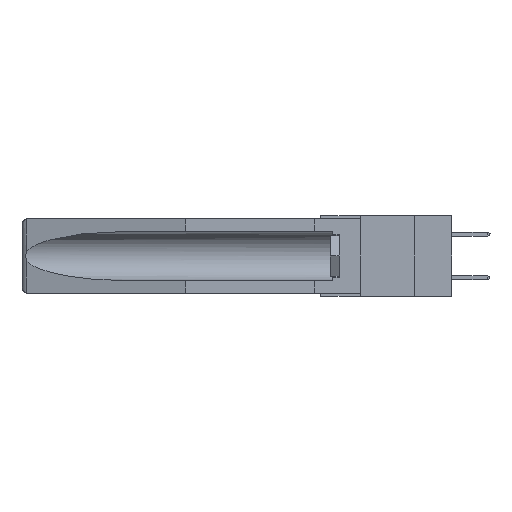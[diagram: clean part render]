
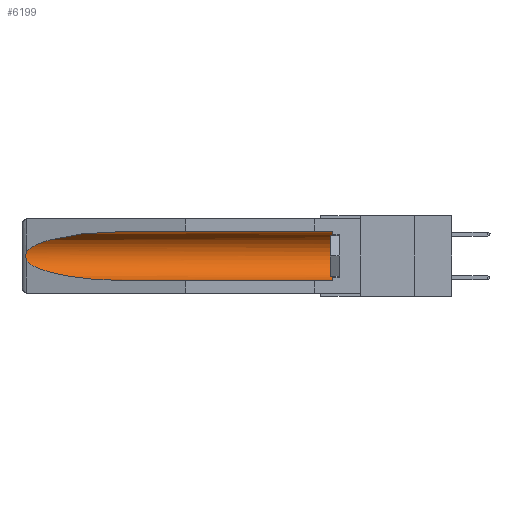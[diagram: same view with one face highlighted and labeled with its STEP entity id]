
A CAD part, left-side view. The second image highlights one B-rep face of the part: STEP entity #6199.
In plain terms, the highlighted cylindrical face has radius 2.857 mm (diameter 5.715 mm), a partial arc.
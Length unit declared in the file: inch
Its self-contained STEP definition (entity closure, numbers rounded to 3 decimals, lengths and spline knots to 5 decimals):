
#39 = DIRECTION ( 'NONE',  ( 0., 1., 0. ) ) ;
#73 = CARTESIAN_POINT ( 'NONE',  ( 0.155, 1.07973, -0.059 ) ) ;
#529 = EDGE_CURVE ( 'NONE', #2505, #13456, #3503, .T. ) ;
#919 = FACE_OUTER_BOUND ( 'NONE', #10551, .T. ) ;
#1255 = CARTESIAN_POINT ( 'NONE',  ( 0.26655, 1.53094, -0.18657 ) ) ;
#1362 =( BOUNDED_CURVE ( )  B_SPLINE_CURVE ( 3, ( #10105, #8795, #11440, #15362 ),
 .UNSPECIFIED., .F., .F. ) 
 B_SPLINE_CURVE_WITH_KNOTS ( ( 4, 4 ),
 ( 4.71239, 6.08839 ),
 .UNSPECIFIED. ) 
 CURVE ( )  GEOMETRIC_REPRESENTATION_ITEM ( )  RATIONAL_B_SPLINE_CURVE ( ( 1., 0.848, 0.848, 1. ) ) 
 REPRESENTATION_ITEM ( '' )  );
#1959 = VERTEX_POINT ( 'NONE', #15560 ) ;
#2383 = EDGE_CURVE ( 'NONE', #5663, #1959, #8742, .T. ) ;
#2505 = VERTEX_POINT ( 'NONE', #3845 ) ;
#3285 = VECTOR ( 'NONE', #4640, 39.37008 ) ;
#3353 = ORIENTED_EDGE ( 'NONE', *, *, #8404, .T. ) ;
#3367 = CARTESIAN_POINT ( 'NONE',  ( 0.26654, 1.53092, -0.15636 ) ) ;
#3435 = VERTEX_POINT ( 'NONE', #9121 ) ;
#3503 = LINE ( 'NONE', #16496, #3285 ) ;
#3845 = CARTESIAN_POINT ( 'NONE',  ( 0.155, 0.126, -0.059 ) ) ;
#3998 = CARTESIAN_POINT ( 'NONE',  ( 0.26537, 1.52718, -0.19328 ) ) ;
#4237 = CARTESIAN_POINT ( 'NONE',  ( 0.155, 0.126, -0.1715 ) ) ;
#4368 = ORIENTED_EDGE ( 'NONE', *, *, #529, .T. ) ;
#4509 = CARTESIAN_POINT ( 'NONE',  ( 0.26537, 1.52718, -0.19328 ) ) ;
#4640 = DIRECTION ( 'NONE',  ( 0., 1., 0. ) ) ;
#4768 = CARTESIAN_POINT ( 'NONE',  ( 0.2673, 1.5327, -0.16383 ) ) ;
#5413 = ORIENTED_EDGE ( 'NONE', *, *, #2383, .T. ) ;
#5460 = DIRECTION ( 'NONE',  ( 0., 0., 1. ) ) ;
#5663 = VERTEX_POINT ( 'NONE', #11478 ) ;
#5752 = AXIS2_PLACEMENT_3D ( 'NONE', #13437, #39, #5460 ) ;
#5926 = CARTESIAN_POINT ( 'NONE',  ( 0.155, 0.126, -0.284 ) ) ;
#5932 = CARTESIAN_POINT ( 'NONE',  ( 0.155, 1.07973, -0.284 ) ) ;
#6199 = ADVANCED_FACE ( 'NONE', ( #919 ), #6799, .F. ) ;
#6799 = CYLINDRICAL_SURFACE ( 'NONE', #5752, 0.1125 ) ;
#7202 = CARTESIAN_POINT ( 'NONE',  ( 0.21114, 1.30732, -0.284 ) ) ;
#7339 = ORIENTED_EDGE ( 'NONE', *, *, #16512, .F. ) ;
#7427 = DIRECTION ( 'NONE',  ( 0., 1., 0. ) ) ;
#8404 = EDGE_CURVE ( 'NONE', #1959, #3435, #9649, .T. ) ;
#8742 = B_SPLINE_CURVE_WITH_KNOTS ( 'NONE', 3,
 ( #11428, #15308, #3367, #4768, #14079, #15352, #12308, #1255, #10628, #3998 ),
 .UNSPECIFIED., .F., .F.,
 ( 4, 2, 2, 2, 4 ),
 ( 0., 0.00029, 0.00058, 0.00087, 0.00117 ),
 .UNSPECIFIED. ) ;
#8788 = LINE ( 'NONE', #12742, #14195 ) ;
#8795 = CARTESIAN_POINT ( 'NONE',  ( 0.21114, 1.30732, -0.059 ) ) ;
#9121 = CARTESIAN_POINT ( 'NONE',  ( 0.155, 1.07973, -0.284 ) ) ;
#9407 = AXIS2_PLACEMENT_3D ( 'NONE', #4237, #9636, #13575 ) ;
#9636 = DIRECTION ( 'NONE',  ( 0., -1., 0. ) ) ;
#9649 =( BOUNDED_CURVE ( )  B_SPLINE_CURVE ( 3, ( #4509, #15240, #7202, #5932 ),
 .UNSPECIFIED., .F., .T. ) 
 B_SPLINE_CURVE_WITH_KNOTS ( ( 4, 4 ),
 ( 0.1948, 1.5708 ),
 .UNSPECIFIED. ) 
 CURVE ( )  GEOMETRIC_REPRESENTATION_ITEM ( )  RATIONAL_B_SPLINE_CURVE ( ( 1., 0.848, 0.848, 1. ) ) 
 REPRESENTATION_ITEM ( '' )  );
#10105 = CARTESIAN_POINT ( 'NONE',  ( 0.155, 1.07973, -0.059 ) ) ;
#10551 = EDGE_LOOP ( 'NONE', ( #14447, #5413, #3353, #7339, #11747, #4368 ) ) ;
#10628 = CARTESIAN_POINT ( 'NONE',  ( 0.26597, 1.5296, -0.19026 ) ) ;
#11217 = EDGE_CURVE ( 'NONE', #13456, #5663, #1362, .T. ) ;
#11428 = CARTESIAN_POINT ( 'NONE',  ( 0.26537, 1.52718, -0.14972 ) ) ;
#11440 = CARTESIAN_POINT ( 'NONE',  ( 0.25451, 1.48313, -0.09465 ) ) ;
#11478 = CARTESIAN_POINT ( 'NONE',  ( 0.26537, 1.52718, -0.14972 ) ) ;
#11747 = ORIENTED_EDGE ( 'NONE', *, *, #14071, .T. ) ;
#12308 = CARTESIAN_POINT ( 'NONE',  ( 0.2673, 1.53269, -0.17917 ) ) ;
#12742 = CARTESIAN_POINT ( 'NONE',  ( 0.155, -0.30754, -0.284 ) ) ;
#13437 = CARTESIAN_POINT ( 'NONE',  ( 0.155, -0.30754, -0.1715 ) ) ;
#13456 = VERTEX_POINT ( 'NONE', #73 ) ;
#13575 = DIRECTION ( 'NONE',  ( 0., 0., 1. ) ) ;
#13867 = CIRCLE ( 'NONE', #9407, 0.1125 ) ;
#14071 = EDGE_CURVE ( 'NONE', #17058, #2505, #13867, .T. ) ;
#14079 = CARTESIAN_POINT ( 'NONE',  ( 0.2675, 1.53308, -0.16763 ) ) ;
#14195 = VECTOR ( 'NONE', #7427, 39.37008 ) ;
#14447 = ORIENTED_EDGE ( 'NONE', *, *, #11217, .T. ) ;
#15240 = CARTESIAN_POINT ( 'NONE',  ( 0.25451, 1.48313, -0.24835 ) ) ;
#15308 = CARTESIAN_POINT ( 'NONE',  ( 0.26597, 1.52961, -0.15275 ) ) ;
#15352 = CARTESIAN_POINT ( 'NONE',  ( 0.2675, 1.53308, -0.17534 ) ) ;
#15362 = CARTESIAN_POINT ( 'NONE',  ( 0.26537, 1.52718, -0.14972 ) ) ;
#15560 = CARTESIAN_POINT ( 'NONE',  ( 0.26537, 1.52718, -0.19328 ) ) ;
#16496 = CARTESIAN_POINT ( 'NONE',  ( 0.155, -0.30754, -0.059 ) ) ;
#16512 = EDGE_CURVE ( 'NONE', #17058, #3435, #8788, .T. ) ;
#17058 = VERTEX_POINT ( 'NONE', #5926 ) ;
